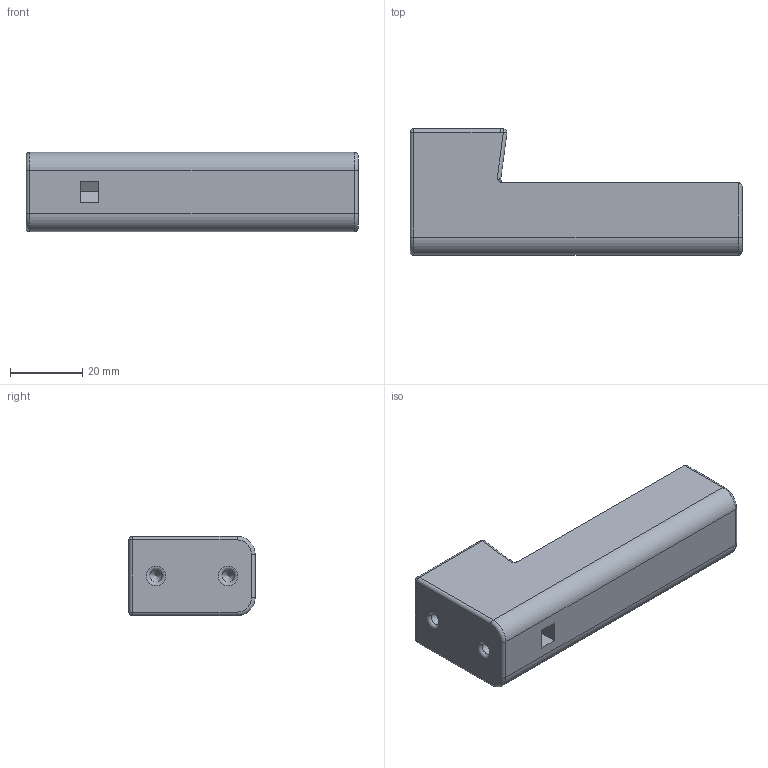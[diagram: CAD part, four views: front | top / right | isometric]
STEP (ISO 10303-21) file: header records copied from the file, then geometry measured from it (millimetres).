
FILE_DESCRIPTION(/* description */ (''),/* implementation_level */ '2;1');
FILE_NAME(/* name */ '4f4e78a6-9478-4f15-b70a-2df985a243c3.stp',/* time_stamp */ '2021-09-22T02:45:24+00:00',/* author */ (''),/* organization */ (''),/* preprocessor_version */ 'ST-DEVELOPER v18.1',/* originating_system */ 'Autodesk Translation Framework v10.10.0.1391',/* authorisation */ '');
FILE_SCHEMA (('AUTOMOTIVE_DESIGN { 1 0 10303 214 3 1 1 }'));
Length unit declared in the file: millimetre
Products named in the file (1): phone_mount_bottom
Bounding box: 92 x 35 x 22 mm (x, y, z)
Volume: 30462.6 mm3; surface area: 13463.6 mm2
Topology: 1 solids, 1 shells, 101 faces, 242 edges, 146 vertices
Faces by surface type: cylinder 45, plane 37, torus 8, bspline 5, sphere 4, cone 2
Full cylindrical faces by diameter (mm): 3.4 x4
Entity records: 3185 total; most frequent: CARTESIAN_POINT 776, DIRECTION 511, ORIENTED_EDGE 480, EDGE_CURVE 240, AXIS2_PLACEMENT_3D 183, VERTEX_POINT 146, LINE 145, VECTOR 145
